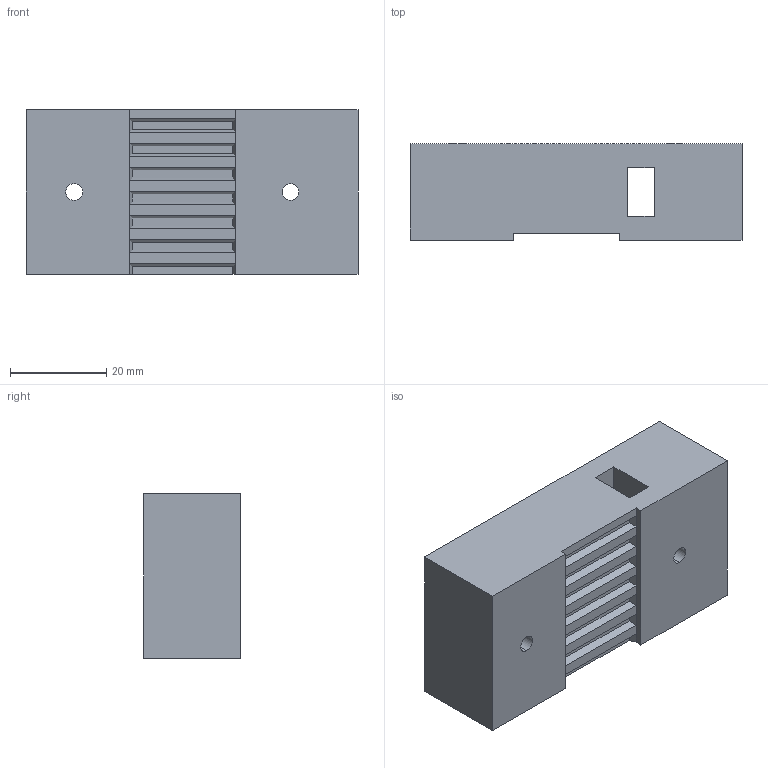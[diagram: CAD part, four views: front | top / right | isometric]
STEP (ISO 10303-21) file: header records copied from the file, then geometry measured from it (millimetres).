
FILE_DESCRIPTION (( 'STEP AP214' ), '1' );
FILE_NAME ('BeltGrabber.STEP', '2020-04-06T10:41:04', ( '' ), ( '' ), 'SwSTEP 2.0', 'SolidWorks 2019', '' );
FILE_SCHEMA (( 'AUTOMOTIVE_DESIGN' ));
Length unit declared in the file: millimetre
Products named in the file (1): BeltGrabber
Bounding box: 68.9 x 20 x 34.14 mm (x, y, z)
Volume: 41557.4 mm3; surface area: 11381.2 mm2
Topology: 1 solids, 1 shells, 68 faces, 166 edges, 102 vertices
Faces by surface type: plane 56, cylinder 12
Entity records: 2000 total; most frequent: CARTESIAN_POINT 337, ORIENTED_EDGE 332, DIRECTION 328, EDGE_CURVE 166, VECTOR 142, LINE 142, VERTEX_POINT 102, AXIS2_PLACEMENT_3D 93
